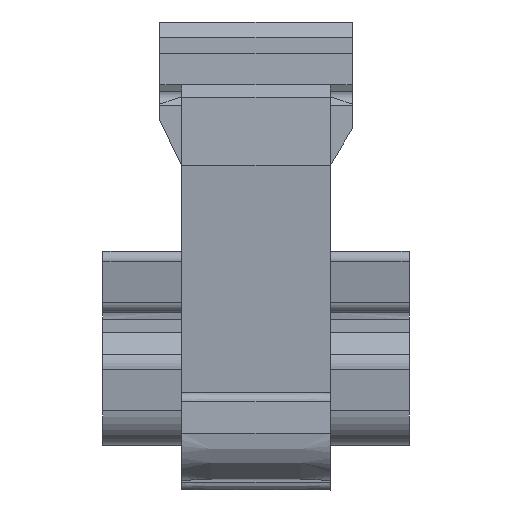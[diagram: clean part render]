
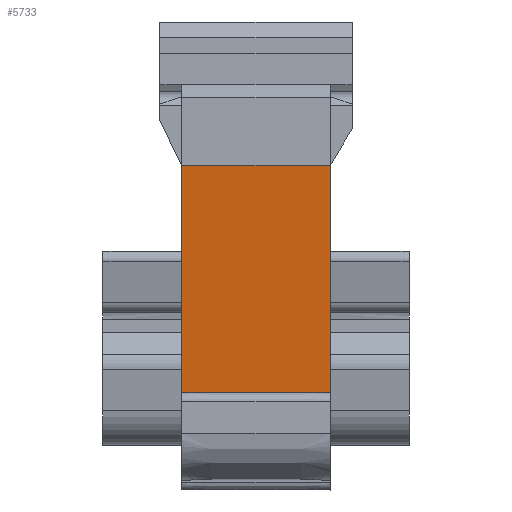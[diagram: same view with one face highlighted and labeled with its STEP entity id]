
A CAD part, front view. The second image highlights one B-rep face of the part: STEP entity #5733.
In plain terms, the highlighted planar face has unit normal (0, -0.996, -0.087).
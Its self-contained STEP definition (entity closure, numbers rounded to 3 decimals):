
#5720=AXIS2_PLACEMENT_3D('Plane Axis2P3D',#5717,#5718,#5719) ;
#2091=CARTESIAN_POINT('Vertex',(4.5,4.522,3.438)) ;
#2094=CARTESIAN_POINT('Line Origine',(4.5,3.861,10.995)) ;
#2098=CARTESIAN_POINT('Vertex',(4.5,3.2,18.552)) ;
#2509=CARTESIAN_POINT('Vertex',(13.,3.2,18.552)) ;
#2513=CARTESIAN_POINT('Control Point',(13.,4.522,3.438)) ;
#2514=CARTESIAN_POINT('Control Point',(13.,4.258,6.461)) ;
#2515=CARTESIAN_POINT('Control Point',(13.,3.993,9.484)) ;
#2516=CARTESIAN_POINT('Control Point',(13.,3.729,12.507)) ;
#2517=CARTESIAN_POINT('Control Point',(13.,3.464,15.529)) ;
#2518=CARTESIAN_POINT('Control Point',(13.,3.2,18.552)) ;
#2519=CARTESIAN_POINT('Vertex',(13.,4.522,3.438)) ;
#5703=CARTESIAN_POINT('Line Origine',(8.14,4.522,3.438)) ;
#5717=CARTESIAN_POINT('Axis2P3D Location',(13.,4.522,3.438)) ;
#5722=CARTESIAN_POINT('Line Origine',(8.75,3.2,18.552)) ;
#2095=DIRECTION('Vector Direction',(0.,-0.087,0.996)) ;
#5704=DIRECTION('Vector Direction',(-1.,0.,0.)) ;
#5718=DIRECTION('Axis2P3D Direction',(0.,-0.996,-0.087)) ;
#5719=DIRECTION('Axis2P3D XDirection',(0.,-0.087,0.996)) ;
#5723=DIRECTION('Vector Direction',(-1.,0.,0.)) ;
#2096=VECTOR('Line Direction',#2095,1.) ;
#5705=VECTOR('Line Direction',#5704,1.) ;
#5724=VECTOR('Line Direction',#5723,1.) ;
#5728=ORIENTED_EDGE('',*,*,#5707,.F.) ;
#5729=ORIENTED_EDGE('',*,*,#2521,.F.) ;
#5730=ORIENTED_EDGE('',*,*,#5726,.T.) ;
#5731=ORIENTED_EDGE('',*,*,#2100,.F.) ;
#5733=ADVANCED_FACE('RASTFUSS',(#5732),#5721,.T.) ;
#2512=B_SPLINE_CURVE_WITH_KNOTS('',5,(#2513,#2514,#2515,#2516,#2517,#2518),.UNSPECIFIED.,.F.,.U.,(6,6),(0.,15.171),.UNSPECIFIED.) ;
#2100=EDGE_CURVE('',#2092,#2099,#2097,.T.) ;
#2521=EDGE_CURVE('',#2510,#2520,#2512,.F.) ;
#5707=EDGE_CURVE('',#2520,#2092,#5706,.T.) ;
#5726=EDGE_CURVE('',#2510,#2099,#5725,.T.) ;
#5727=EDGE_LOOP('',(#5728,#5729,#5730,#5731)) ;
#5732=FACE_OUTER_BOUND('',#5727,.T.) ;
#2097=LINE('Line',#2094,#2096) ;
#5706=LINE('Line',#5703,#5705) ;
#5725=LINE('Line',#5722,#5724) ;
#5721=PLANE('',#5720) ;
#2092=VERTEX_POINT('',#2091) ;
#2099=VERTEX_POINT('',#2098) ;
#2510=VERTEX_POINT('',#2509) ;
#2520=VERTEX_POINT('',#2519) ;
